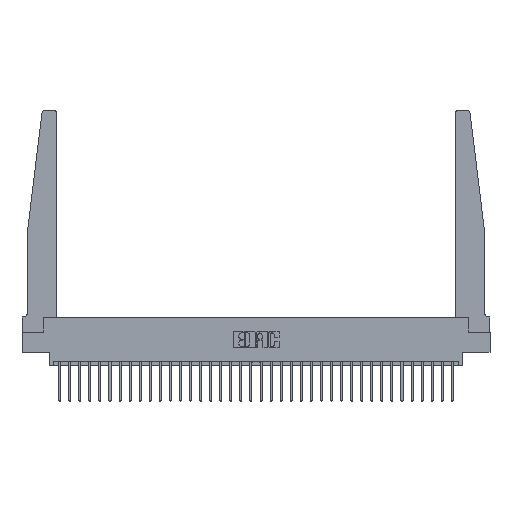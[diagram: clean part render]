
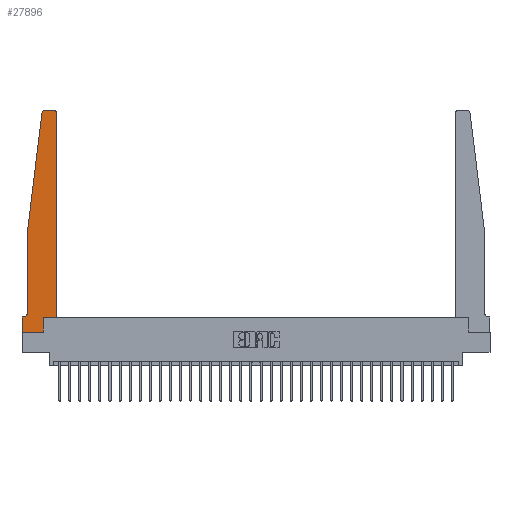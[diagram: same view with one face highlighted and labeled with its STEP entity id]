
A CAD part, top view. The second image highlights one B-rep face of the part: STEP entity #27896.
In plain terms, the highlighted planar face has unit normal (0, 0, 1).
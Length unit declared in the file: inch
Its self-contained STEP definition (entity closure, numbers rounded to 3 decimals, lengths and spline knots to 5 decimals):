
#520 = EDGE_CURVE ( 'NONE', #28204, #2037, #17599, .T. ) ;
#655 = AXIS2_PLACEMENT_3D ( 'NONE', #6798, #23723, #9237 ) ;
#790 = VERTEX_POINT ( 'NONE', #24234 ) ;
#967 = LINE ( 'NONE', #14408, #6705 ) ;
#1037 = LINE ( 'NONE', #30239, #14757 ) ;
#1265 = DIRECTION ( 'NONE',  ( 0., -1., 0. ) ) ;
#1420 = EDGE_CURVE ( 'NONE', #10917, #20520, #8092, .T. ) ;
#1700 = CARTESIAN_POINT ( 'NONE',  ( 0.065, 0.1875, 0.37 ) ) ;
#2037 = VERTEX_POINT ( 'NONE', #4887 ) ;
#2081 = VECTOR ( 'NONE', #6218, 39.37008 ) ;
#2119 = CARTESIAN_POINT ( 'NONE',  ( 0.27653, 2.75, 0.37 ) ) ;
#2283 = ORIENTED_EDGE ( 'NONE', *, *, #27708, .T. ) ;
#2936 = VERTEX_POINT ( 'NONE', #10904 ) ;
#3042 = ORIENTED_EDGE ( 'NONE', *, *, #26387, .T. ) ;
#3069 = ORIENTED_EDGE ( 'NONE', *, *, #1420, .T. ) ;
#3561 = ORIENTED_EDGE ( 'NONE', *, *, #10195, .T. ) ;
#3657 = EDGE_CURVE ( 'NONE', #2936, #19198, #27574, .T. ) ;
#3749 = CARTESIAN_POINT ( 'NONE',  ( 0.425, 0.18, 0.37 ) ) ;
#3778 = ORIENTED_EDGE ( 'NONE', *, *, #29788, .T. ) ;
#4146 = DIRECTION ( 'NONE',  ( -1., 0., 0. ) ) ;
#4829 = CARTESIAN_POINT ( 'NONE',  ( 0.25, 2.75, 0.37 ) ) ;
#4887 = CARTESIAN_POINT ( 'NONE',  ( 0.2605, 0., 0.37 ) ) ;
#5142 = CARTESIAN_POINT ( 'NONE',  ( 0.27653, 2.72, 0.37 ) ) ;
#5357 = CARTESIAN_POINT ( 'NONE',  ( 0., 0.1875, 0.37 ) ) ;
#5564 = DIRECTION ( 'NONE',  ( 0., 1., 0. ) ) ;
#5622 = DIRECTION ( 'NONE',  ( 0., 1., 0. ) ) ;
#5624 = ORIENTED_EDGE ( 'NONE', *, *, #15201, .T. ) ;
#5745 = ORIENTED_EDGE ( 'NONE', *, *, #21067, .T. ) ;
#6218 = DIRECTION ( 'NONE',  ( 1., 0., 0. ) ) ;
#6295 = CARTESIAN_POINT ( 'NONE',  ( 0.395, 2.75, 0.37 ) ) ;
#6705 = VECTOR ( 'NONE', #21698, 39.37008 ) ;
#6798 = CARTESIAN_POINT ( 'NONE',  ( 0.395, 2.72, 0.37 ) ) ;
#6853 = CARTESIAN_POINT ( 'NONE',  ( 0., 0., 0.37 ) ) ;
#7120 = ORIENTED_EDGE ( 'NONE', *, *, #24728, .T. ) ;
#7283 = DIRECTION ( 'NONE',  ( -1., 0., 0. ) ) ;
#7295 = ORIENTED_EDGE ( 'NONE', *, *, #520, .T. ) ;
#7367 = ORIENTED_EDGE ( 'NONE', *, *, #10029, .T. ) ;
#7600 = DIRECTION ( 'NONE',  ( 1., 0., 0. ) ) ;
#7828 = DIRECTION ( 'NONE',  ( 1., 0., 0. ) ) ;
#7972 = CARTESIAN_POINT ( 'NONE',  ( 0.425, 0.18, 0.37 ) ) ;
#8092 = CIRCLE ( 'NONE', #24403, 0.03 ) ;
#8322 = ORIENTED_EDGE ( 'NONE', *, *, #3657, .T. ) ;
#8663 = ORIENTED_EDGE ( 'NONE', *, *, #19691, .T. ) ;
#9237 = DIRECTION ( 'NONE',  ( 1., 0., 0. ) ) ;
#9268 = EDGE_LOOP ( 'NONE', ( #2283, #3069, #3042, #3778, #3561, #5745, #5624, #7295, #7120, #7367, #8663, #8322 ) ) ;
#10029 = EDGE_CURVE ( 'NONE', #14833, #31303, #27845, .T. ) ;
#10083 = LINE ( 'NONE', #4829, #22201 ) ;
#10195 = EDGE_CURVE ( 'NONE', #790, #25251, #10436, .T. ) ;
#10336 = CARTESIAN_POINT ( 'NONE',  ( 0.2605, 0.18, 0.37 ) ) ;
#10436 = CIRCLE ( 'NONE', #21156, 0.05 ) ;
#10904 = CARTESIAN_POINT ( 'NONE',  ( 0.425, 2.72, 0.37 ) ) ;
#10917 = VERTEX_POINT ( 'NONE', #2119 ) ;
#11380 = VECTOR ( 'NONE', #5622, 39.37008 ) ;
#11724 = DIRECTION ( 'NONE',  ( 0., 0., -1. ) ) ;
#12061 = LINE ( 'NONE', #29271, #24882 ) ;
#12130 = LINE ( 'NONE', #10336, #17828 ) ;
#13490 = FACE_OUTER_BOUND ( 'NONE', #9268, .T. ) ;
#13588 = CARTESIAN_POINT ( 'NONE',  ( 0.065, 1.25, 0.37 ) ) ;
#13860 = CARTESIAN_POINT ( 'NONE',  ( 0.24675, 2.72367, 0.37 ) ) ;
#14408 = CARTESIAN_POINT ( 'NONE',  ( 0.065, 1.25, 0.37 ) ) ;
#14594 = CARTESIAN_POINT ( 'NONE',  ( 0.2605, 0.18, 0.37 ) ) ;
#14757 = VECTOR ( 'NONE', #1265, 39.37008 ) ;
#14833 = VERTEX_POINT ( 'NONE', #14594 ) ;
#15201 = EDGE_CURVE ( 'NONE', #29476, #28204, #1037, .T. ) ;
#16041 = CARTESIAN_POINT ( 'NONE',  ( 0., 0.1875, 0.37 ) ) ;
#16177 = DIRECTION ( 'NONE',  ( 1., 0., 0. ) ) ;
#17503 = PLANE ( 'NONE',  #23276 ) ;
#17599 = LINE ( 'NONE', #30535, #19095 ) ;
#17828 = VECTOR ( 'NONE', #5564, 39.37008 ) ;
#17861 = LINE ( 'NONE', #7972, #11380 ) ;
#18521 = VECTOR ( 'NONE', #4146, 39.37008 ) ;
#19095 = VECTOR ( 'NONE', #16177, 39.37008 ) ;
#19198 = VERTEX_POINT ( 'NONE', #6295 ) ;
#19260 = LINE ( 'NONE', #1700, #18521 ) ;
#19691 = EDGE_CURVE ( 'NONE', #31303, #2936, #17861, .T. ) ;
#19706 = DIRECTION ( 'NONE',  ( 0., -1., 0. ) ) ;
#20520 = VERTEX_POINT ( 'NONE', #13860 ) ;
#21067 = EDGE_CURVE ( 'NONE', #25251, #29476, #19260, .T. ) ;
#21156 = AXIS2_PLACEMENT_3D ( 'NONE', #26175, #11724, #28615 ) ;
#21698 = DIRECTION ( 'NONE',  ( -0.122, -0.992, 0. ) ) ;
#22097 = DIRECTION ( 'NONE',  ( 0., 0., 1. ) ) ;
#22201 = VECTOR ( 'NONE', #7283, 39.37008 ) ;
#22329 = DIRECTION ( 'NONE',  ( 0., 0., 1. ) ) ;
#23276 = AXIS2_PLACEMENT_3D ( 'NONE', #5357, #22329, #7828 ) ;
#23723 = DIRECTION ( 'NONE',  ( 0., 0., 1. ) ) ;
#24234 = CARTESIAN_POINT ( 'NONE',  ( 0.065, 0.2375, 0.37 ) ) ;
#24403 = AXIS2_PLACEMENT_3D ( 'NONE', #5142, #22097, #7600 ) ;
#24728 = EDGE_CURVE ( 'NONE', #2037, #14833, #12130, .T. ) ;
#24882 = VECTOR ( 'NONE', #19706, 39.37008 ) ;
#25251 = VERTEX_POINT ( 'NONE', #29011 ) ;
#25621 = CARTESIAN_POINT ( 'NONE',  ( 0.425, 0.18, 0.37 ) ) ;
#26175 = CARTESIAN_POINT ( 'NONE',  ( 0.015, 0.2375, 0.37 ) ) ;
#26387 = EDGE_CURVE ( 'NONE', #20520, #29480, #967, .T. ) ;
#27574 = CIRCLE ( 'NONE', #655, 0.03 ) ;
#27708 = EDGE_CURVE ( 'NONE', #19198, #10917, #10083, .T. ) ;
#27845 = LINE ( 'NONE', #3749, #2081 ) ;
#27896 = ADVANCED_FACE ( 'NONE', ( #13490 ), #17503, .T. ) ;
#28204 = VERTEX_POINT ( 'NONE', #6853 ) ;
#28615 = DIRECTION ( 'NONE',  ( -1., 0., 0. ) ) ;
#29011 = CARTESIAN_POINT ( 'NONE',  ( 0.015, 0.1875, 0.37 ) ) ;
#29271 = CARTESIAN_POINT ( 'NONE',  ( 0.065, 1.25, 0.37 ) ) ;
#29476 = VERTEX_POINT ( 'NONE', #16041 ) ;
#29480 = VERTEX_POINT ( 'NONE', #13588 ) ;
#29788 = EDGE_CURVE ( 'NONE', #29480, #790, #12061, .T. ) ;
#30239 = CARTESIAN_POINT ( 'NONE',  ( 0., 0., 0.37 ) ) ;
#30535 = CARTESIAN_POINT ( 'NONE',  ( 0., 0., 0.37 ) ) ;
#31303 = VERTEX_POINT ( 'NONE', #25621 ) ;
